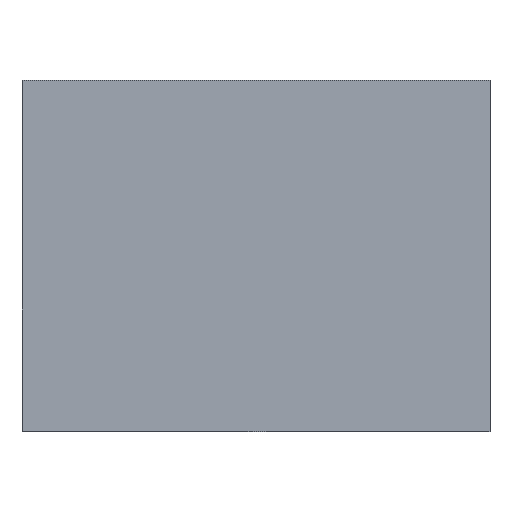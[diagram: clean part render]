
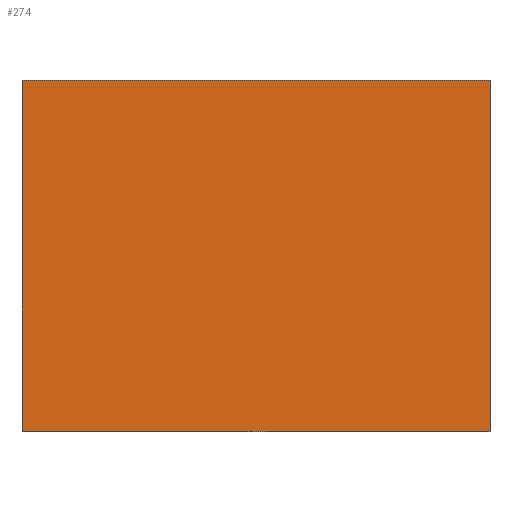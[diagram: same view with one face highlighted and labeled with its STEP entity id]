
A CAD part, top view. The second image highlights one B-rep face of the part: STEP entity #274.
In plain terms, the highlighted planar face has unit normal (0, 0, 1).
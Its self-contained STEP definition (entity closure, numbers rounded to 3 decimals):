
#28=FACE_OUTER_BOUND('',#42,.T.);
#42=EDGE_LOOP('',(#243,#244,#245,#246));
#57=LINE('',#389,#93);
#73=LINE('',#422,#109);
#76=LINE('',#426,#112);
#77=LINE('',#428,#113);
#93=VECTOR('',#317,10.);
#109=VECTOR('',#343,10.);
#112=VECTOR('',#348,10.);
#113=VECTOR('',#351,10.);
#125=VERTEX_POINT('',#386);
#126=VERTEX_POINT('',#388);
#137=VERTEX_POINT('',#419);
#138=VERTEX_POINT('',#421);
#153=EDGE_CURVE('',#125,#126,#57,.T.);
#169=EDGE_CURVE('',#138,#137,#73,.T.);
#172=EDGE_CURVE('',#126,#137,#76,.T.);
#173=EDGE_CURVE('',#125,#138,#77,.T.);
#243=ORIENTED_EDGE('',*,*,#169,.T.);
#244=ORIENTED_EDGE('',*,*,#172,.F.);
#245=ORIENTED_EDGE('',*,*,#153,.F.);
#246=ORIENTED_EDGE('',*,*,#173,.T.);
#260=PLANE('',#290);
#274=ADVANCED_FACE('',(#28),#260,.F.);
#290=AXIS2_PLACEMENT_3D('',#431,#355,#356);
#317=DIRECTION('',(0.,-1.,0.));
#343=DIRECTION('',(0.,-1.,0.));
#348=DIRECTION('',(-1.,0.,0.));
#351=DIRECTION('',(-1.,0.,0.));
#355=DIRECTION('center_axis',(0.,0.,
-1.));
#356=DIRECTION('ref_axis',(0.,1.,0.));
#386=CARTESIAN_POINT('',(40.,30.,30.));
#388=CARTESIAN_POINT('',(40.,-30.,30.));
#389=CARTESIAN_POINT('',(40.,30.,30.));
#419=CARTESIAN_POINT('',(-40.,-30.,30.));
#421=CARTESIAN_POINT('',(-40.,30.,30.));
#422=CARTESIAN_POINT('',(-40.,30.,30.));
#426=CARTESIAN_POINT('',(40.,-30.,30.));
#428=CARTESIAN_POINT('',(0.,30.,30.));
#431=CARTESIAN_POINT('Origin',(-20.,0.,30.));
